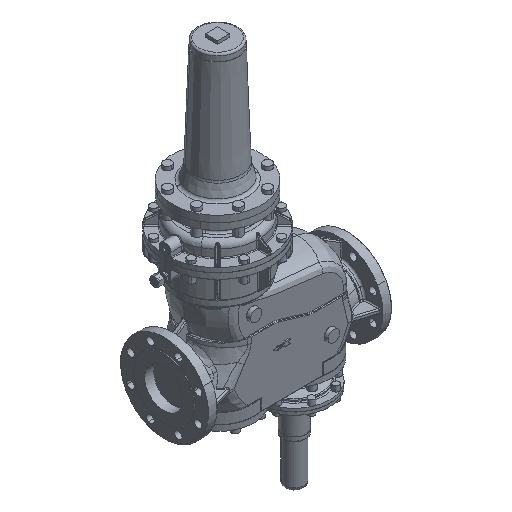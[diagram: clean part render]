
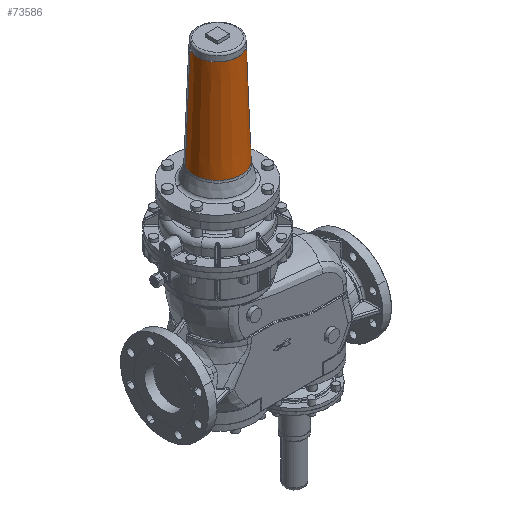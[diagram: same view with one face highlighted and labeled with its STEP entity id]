
A CAD part, isometric view. The second image highlights one B-rep face of the part: STEP entity #73586.
In plain terms, the highlighted conical face has half-angle 2 degrees and reference radius 53 mm.
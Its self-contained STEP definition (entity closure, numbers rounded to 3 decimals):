
#64669=CARTESIAN_POINT('Axis2P3D Location',(0.,0.,704.)) ;
#64673=CARTESIAN_POINT('Vertex',(46.512,-25.41,704.)) ;
#64675=CARTESIAN_POINT('Vertex',(-46.512,25.41,704.)) ;
#73544=CARTESIAN_POINT('Axis2P3D Location',(0.,0.,704.)) ;
#73553=CARTESIAN_POINT('Vertex',(-54.502,29.775,443.271)) ;
#73555=CARTESIAN_POINT('Vertex',(54.502,-29.775,443.271)) ;
#73558=CARTESIAN_POINT('Line Origine',(-153159.205,83671.255,-4995491.274)) ;
#73563=CARTESIAN_POINT('Line Origine',(153159.205,-83671.255,-4995491.274)) ;
#73575=CARTESIAN_POINT('Axis2P3D Location',(0.,0.,443.271)) ;
#64670=DIRECTION('Axis2P3D Direction',(-0.,-0.,-1.)) ;
#73545=DIRECTION('Axis2P3D Direction',(0.,0.,-1.)) ;
#73546=DIRECTION('Axis2P3D XDirection',(0.878,-0.479,0.)) ;
#73559=DIRECTION('Vector Direction',(-0.031,0.017,-0.999)) ;
#73564=DIRECTION('Vector Direction',(0.031,-0.017,-0.999)) ;
#73576=DIRECTION('Axis2P3D Direction',(0.,0.,-1.)) ;
#64671=AXIS2_PLACEMENT_3D('Circle Axis2P3D',#64669,#64670,$) ;
#73547=AXIS2_PLACEMENT_3D('Cone Axis2P3D',#73544,#73545,#73546) ;
#73577=AXIS2_PLACEMENT_3D('Circle Axis2P3D',#73575,#73576,$) ;
#73581=ORIENTED_EDGE('',*,*,#73579,.F.) ;
#73582=ORIENTED_EDGE('',*,*,#73567,.T.) ;
#73583=ORIENTED_EDGE('',*,*,#64677,.T.) ;
#73584=ORIENTED_EDGE('',*,*,#73562,.F.) ;
#73560=VECTOR('Line Direction',#73559,1.) ;
#73565=VECTOR('Line Direction',#73564,1.) ;
#73586=ADVANCED_FACE('Brep With Voids',(#73585),#73548,.T.) ;
#64672=CIRCLE('generated circle',#64671,53.) ;
#73578=CIRCLE('generated circle',#73577,62.105) ;
#73548=CONICAL_SURFACE('Cone',#73547,53.,0.035) ;
#64677=EDGE_CURVE('',#64674,#64676,#64672,.T.) ;
#73562=EDGE_CURVE('',#73554,#64676,#73561,.F.) ;
#73567=EDGE_CURVE('',#73556,#64674,#73566,.F.) ;
#73579=EDGE_CURVE('',#73556,#73554,#73578,.T.) ;
#73580=EDGE_LOOP('',(#73581,#73582,#73583,#73584)) ;
#73585=FACE_OUTER_BOUND('',#73580,.T.) ;
#73561=LINE('Line',#73558,#73560) ;
#73566=LINE('Line',#73563,#73565) ;
#64674=VERTEX_POINT('',#64673) ;
#64676=VERTEX_POINT('',#64675) ;
#73554=VERTEX_POINT('',#73553) ;
#73556=VERTEX_POINT('',#73555) ;
